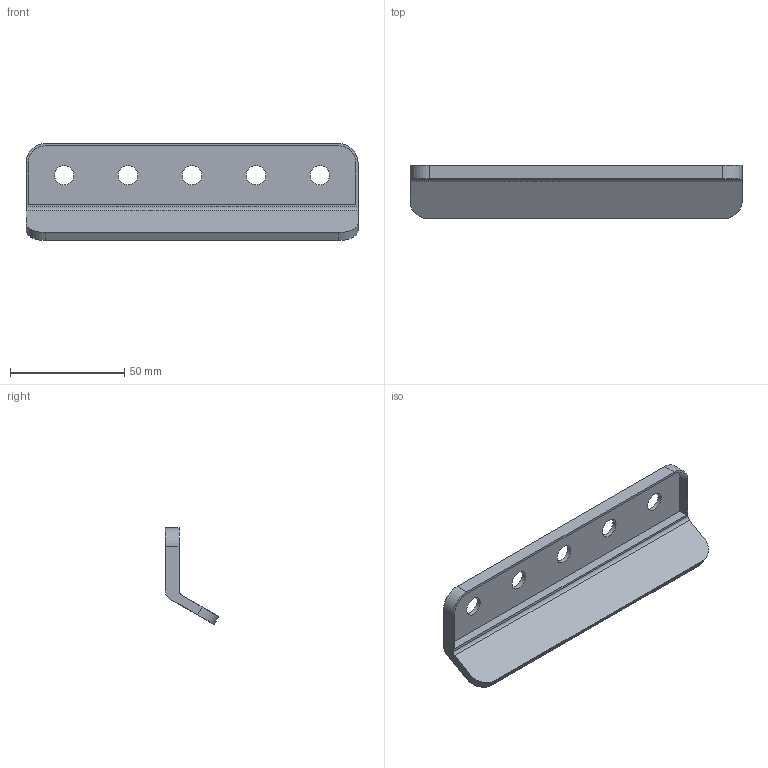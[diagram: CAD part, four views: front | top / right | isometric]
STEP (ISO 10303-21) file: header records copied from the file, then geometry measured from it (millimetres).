
FILE_DESCRIPTION(/* description */ (''),/* implementation_level */ '2;1');
FILE_NAME(/* name */ 'slim_deej_front v12.step',/* time_stamp */ '2022-07-16T21:41:27-07:00',/* author */ (''),/* organization */ (''),/* preprocessor_version */ 'ST-DEVELOPER v19',/* originating_system */ 'Autodesk Translation Framework v11.7.0.108',/* authorisation */ '');
FILE_SCHEMA (('AUTOMOTIVE_DESIGN { 1 0 10303 214 3 1 1 }'));
Length unit declared in the file: millimetre
Products named in the file (1): slim_deej_front
Bounding box: 145 x 23.34 x 42.32 mm (x, y, z)
Volume: 22996.4 mm3; surface area: 17735.2 mm2
Topology: 1 solids, 1 shells, 26 faces, 69 edges, 46 vertices
Faces by surface type: plane 13, cylinder 13
Full cylindrical faces by diameter (mm): 8.4 x5
Entity records: 879 total; most frequent: DIRECTION 149, CARTESIAN_POINT 142, ORIENTED_EDGE 138, EDGE_CURVE 69, AXIS2_PLACEMENT_3D 53, VERTEX_POINT 46, LINE 43, VECTOR 43
